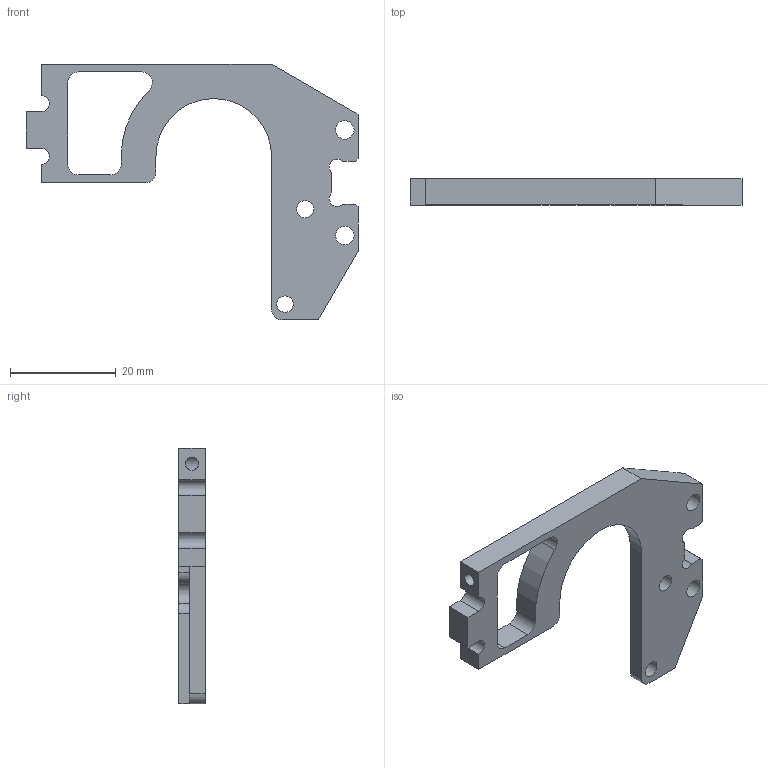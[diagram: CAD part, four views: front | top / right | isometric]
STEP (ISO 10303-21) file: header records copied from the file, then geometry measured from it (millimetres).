
FILE_DESCRIPTION(/* description */ (''),/* implementation_level */ '2;1');
FILE_NAME(/* name */ 'LegBaseSideFrame_MIR.stp',/* time_stamp */ '2024-04-11T15:15:50+09:00',/* author */ ('Masato Kubotera'),/* organization */ (''),/* preprocessor_version */ 'ST-DEVELOPER v20',/* originating_system */ 'Autodesk Inventor 2024',/* authorisation */ '');
FILE_SCHEMA (('AUTOMOTIVE_DESIGN { 1 0 10303 214 3 1 1 }'));
Length unit declared in the file: millimetre
Products named in the file (1): LegBaseSideFrame_MIR
Bounding box: 62.9 x 5 x 48.5 mm (x, y, z)
Volume: 4549 mm3; surface area: 3858 mm2
Topology: 1 solids, 1 shells, 54 faces, 159 edges, 106 vertices
Faces by surface type: plane 30, cylinder 24
Full cylindrical faces by diameter (mm): 2.459 x1, 3.1 x1, 3.242 x1, 3.5 x2
Entity records: 1961 total; most frequent: CARTESIAN_POINT 350, ORIENTED_EDGE 318, DIRECTION 317, EDGE_CURVE 159, LINE 109, VECTOR 109, VERTEX_POINT 106, AXIS2_PLACEMENT_3D 104
